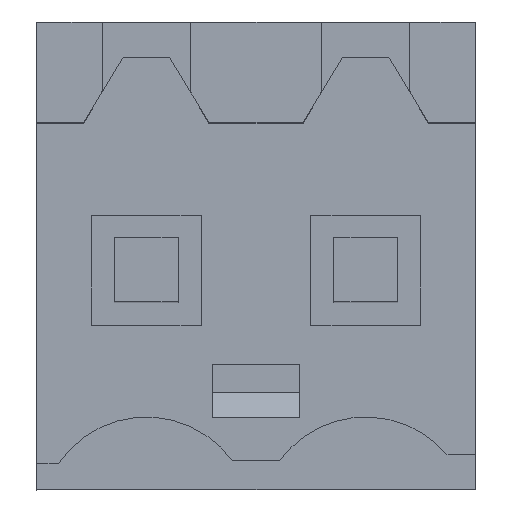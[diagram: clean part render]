
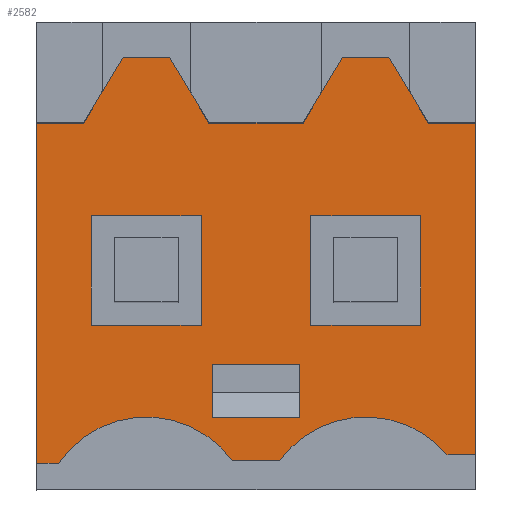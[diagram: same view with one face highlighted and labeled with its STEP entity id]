
A CAD part, top view. The second image highlights one B-rep face of the part: STEP entity #2582.
In plain terms, the highlighted planar face has unit normal (0, 0, 1).
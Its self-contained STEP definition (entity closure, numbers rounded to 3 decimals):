
#2408=AXIS2_PLACEMENT_3D('Plane Axis2P3D',#2405,#2406,#2407) ;
#2438=AXIS2_PLACEMENT_3D('Circle Axis2P3D',#2436,#2437,$) ;
#2452=AXIS2_PLACEMENT_3D('Circle Axis2P3D',#2450,#2451,$) ;
#961=CARTESIAN_POINT('Vertex',(7.,5.85,7.6)) ;
#964=CARTESIAN_POINT('Line Origine',(7.,3.2,7.6)) ;
#968=CARTESIAN_POINT('Vertex',(7.,0.55,7.6)) ;
#1548=CARTESIAN_POINT('Vertex',(0.,0.411,7.6)) ;
#1551=CARTESIAN_POINT('Line Origine',(0.,3.131,7.6)) ;
#1555=CARTESIAN_POINT('Vertex',(0.,5.85,7.6)) ;
#2245=CARTESIAN_POINT('Vertex',(4.25,5.85,7.6)) ;
#2248=CARTESIAN_POINT('Line Origine',(4.565,6.375,7.6)) ;
#2252=CARTESIAN_POINT('Vertex',(4.88,6.899,7.6)) ;
#2279=CARTESIAN_POINT('Vertex',(2.12,6.899,7.6)) ;
#2282=CARTESIAN_POINT('Line Origine',(2.435,6.375,7.6)) ;
#2286=CARTESIAN_POINT('Vertex',(2.75,5.85,7.6)) ;
#2309=CARTESIAN_POINT('Line Origine',(3.5,5.85,7.6)) ;
#2327=CARTESIAN_POINT('Line Origine',(5.25,6.899,7.6)) ;
#2331=CARTESIAN_POINT('Vertex',(5.62,6.899,7.6)) ;
#2352=CARTESIAN_POINT('Line Origine',(5.935,6.375,7.6)) ;
#2356=CARTESIAN_POINT('Vertex',(6.25,5.85,7.6)) ;
#2374=CARTESIAN_POINT('Line Origine',(6.625,5.85,7.6)) ;
#2405=CARTESIAN_POINT('Axis2P3D Location',(5.25,3.5,7.6)) ;
#2410=CARTESIAN_POINT('Line Origine',(1.75,6.899,7.6)) ;
#2414=CARTESIAN_POINT('Vertex',(1.38,6.899,7.6)) ;
#2417=CARTESIAN_POINT('Line Origine',(1.065,6.375,7.6)) ;
#2421=CARTESIAN_POINT('Vertex',(0.75,5.85,7.6)) ;
#2424=CARTESIAN_POINT('Line Origine',(0.375,5.85,7.6)) ;
#2429=CARTESIAN_POINT('Line Origine',(0.174,0.411,7.6)) ;
#2433=CARTESIAN_POINT('Vertex',(0.348,0.411,7.6)) ;
#2436=CARTESIAN_POINT('Axis2P3D Location',(1.75,-0.55,7.6)) ;
#2440=CARTESIAN_POINT('Vertex',(3.125,0.45,7.6)) ;
#2443=CARTESIAN_POINT('Line Origine',(3.5,0.45,7.6)) ;
#2447=CARTESIAN_POINT('Vertex',(3.875,0.45,7.6)) ;
#2450=CARTESIAN_POINT('Axis2P3D Location',(5.25,-0.55,7.6)) ;
#2454=CARTESIAN_POINT('Vertex',(6.546,0.55,7.6)) ;
#2457=CARTESIAN_POINT('Line Origine',(6.773,0.55,7.6)) ;
#2480=CARTESIAN_POINT('Line Origine',(4.375,3.5,7.6)) ;
#2484=CARTESIAN_POINT('Vertex',(4.375,4.375,7.6)) ;
#2486=CARTESIAN_POINT('Vertex',(4.375,2.625,7.6)) ;
#2489=CARTESIAN_POINT('Line Origine',(5.25,4.375,7.6)) ;
#2493=CARTESIAN_POINT('Vertex',(6.125,4.375,7.6)) ;
#2496=CARTESIAN_POINT('Line Origine',(6.125,3.5,7.6)) ;
#2500=CARTESIAN_POINT('Vertex',(6.125,2.625,7.6)) ;
#2503=CARTESIAN_POINT('Line Origine',(5.25,2.625,7.6)) ;
#2514=CARTESIAN_POINT('Line Origine',(2.625,3.5,7.6)) ;
#2518=CARTESIAN_POINT('Vertex',(2.625,2.625,7.6)) ;
#2520=CARTESIAN_POINT('Vertex',(2.625,4.375,7.6)) ;
#2523=CARTESIAN_POINT('Line Origine',(1.75,2.625,7.6)) ;
#2527=CARTESIAN_POINT('Vertex',(0.875,2.625,7.6)) ;
#2530=CARTESIAN_POINT('Line Origine',(0.875,3.5,7.6)) ;
#2534=CARTESIAN_POINT('Vertex',(0.875,4.375,7.6)) ;
#2537=CARTESIAN_POINT('Line Origine',(1.75,4.375,7.6)) ;
#2548=CARTESIAN_POINT('Line Origine',(3.5,1.15,7.6)) ;
#2552=CARTESIAN_POINT('Vertex',(2.8,1.15,7.6)) ;
#2554=CARTESIAN_POINT('Vertex',(4.2,1.15,7.6)) ;
#2557=CARTESIAN_POINT('Line Origine',(2.8,1.575,7.6)) ;
#2561=CARTESIAN_POINT('Vertex',(2.8,2.,7.6)) ;
#2564=CARTESIAN_POINT('Line Origine',(3.5,2.,7.6)) ;
#2568=CARTESIAN_POINT('Vertex',(4.2,2.,7.6)) ;
#2571=CARTESIAN_POINT('Line Origine',(4.2,1.575,7.6)) ;
#965=DIRECTION('Vector Direction',(0.,-1.,0.)) ;
#1552=DIRECTION('Vector Direction',(0.,-1.,0.)) ;
#2249=DIRECTION('Vector Direction',(0.514,0.857,0.)) ;
#2283=DIRECTION('Vector Direction',(-0.514,0.857,0.)) ;
#2310=DIRECTION('Vector Direction',(-1.,0.,0.)) ;
#2328=DIRECTION('Vector Direction',(-1.,0.,0.)) ;
#2353=DIRECTION('Vector Direction',(0.514,-0.857,0.)) ;
#2375=DIRECTION('Vector Direction',(-1.,0.,0.)) ;
#2406=DIRECTION('Axis2P3D Direction',(0.,0.,1.)) ;
#2407=DIRECTION('Axis2P3D XDirection',(1.,0.,0.)) ;
#2411=DIRECTION('Vector Direction',(-1.,0.,0.)) ;
#2418=DIRECTION('Vector Direction',(-0.514,-0.857,0.)) ;
#2425=DIRECTION('Vector Direction',(-1.,0.,0.)) ;
#2430=DIRECTION('Vector Direction',(1.,0.,0.)) ;
#2437=DIRECTION('Axis2P3D Direction',(0.,0.,1.)) ;
#2444=DIRECTION('Vector Direction',(-1.,0.,0.)) ;
#2451=DIRECTION('Axis2P3D Direction',(0.,0.,1.)) ;
#2458=DIRECTION('Vector Direction',(1.,0.,0.)) ;
#2481=DIRECTION('Vector Direction',(0.,-1.,0.)) ;
#2490=DIRECTION('Vector Direction',(-1.,0.,0.)) ;
#2497=DIRECTION('Vector Direction',(0.,1.,0.)) ;
#2504=DIRECTION('Vector Direction',(1.,0.,0.)) ;
#2515=DIRECTION('Vector Direction',(0.,1.,0.)) ;
#2524=DIRECTION('Vector Direction',(1.,0.,0.)) ;
#2531=DIRECTION('Vector Direction',(0.,-1.,0.)) ;
#2538=DIRECTION('Vector Direction',(-1.,0.,0.)) ;
#2549=DIRECTION('Vector Direction',(1.,0.,0.)) ;
#2558=DIRECTION('Vector Direction',(0.,1.,0.)) ;
#2565=DIRECTION('Vector Direction',(1.,0.,0.)) ;
#2572=DIRECTION('Vector Direction',(0.,1.,0.)) ;
#966=VECTOR('Line Direction',#965,1.) ;
#1553=VECTOR('Line Direction',#1552,1.) ;
#2250=VECTOR('Line Direction',#2249,1.) ;
#2284=VECTOR('Line Direction',#2283,1.) ;
#2311=VECTOR('Line Direction',#2310,1.) ;
#2329=VECTOR('Line Direction',#2328,1.) ;
#2354=VECTOR('Line Direction',#2353,1.) ;
#2376=VECTOR('Line Direction',#2375,1.) ;
#2412=VECTOR('Line Direction',#2411,1.) ;
#2419=VECTOR('Line Direction',#2418,1.) ;
#2426=VECTOR('Line Direction',#2425,1.) ;
#2431=VECTOR('Line Direction',#2430,1.) ;
#2445=VECTOR('Line Direction',#2444,1.) ;
#2459=VECTOR('Line Direction',#2458,1.) ;
#2482=VECTOR('Line Direction',#2481,1.) ;
#2491=VECTOR('Line Direction',#2490,1.) ;
#2498=VECTOR('Line Direction',#2497,1.) ;
#2505=VECTOR('Line Direction',#2504,1.) ;
#2516=VECTOR('Line Direction',#2515,1.) ;
#2525=VECTOR('Line Direction',#2524,1.) ;
#2532=VECTOR('Line Direction',#2531,1.) ;
#2539=VECTOR('Line Direction',#2538,1.) ;
#2550=VECTOR('Line Direction',#2549,1.) ;
#2559=VECTOR('Line Direction',#2558,1.) ;
#2566=VECTOR('Line Direction',#2565,1.) ;
#2573=VECTOR('Line Direction',#2572,1.) ;
#2463=ORIENTED_EDGE('',*,*,#2313,.T.) ;
#2464=ORIENTED_EDGE('',*,*,#2288,.T.) ;
#2465=ORIENTED_EDGE('',*,*,#2416,.T.) ;
#2466=ORIENTED_EDGE('',*,*,#2423,.T.) ;
#2467=ORIENTED_EDGE('',*,*,#2428,.T.) ;
#2468=ORIENTED_EDGE('',*,*,#1557,.T.) ;
#2469=ORIENTED_EDGE('',*,*,#2435,.T.) ;
#2470=ORIENTED_EDGE('',*,*,#2442,.F.) ;
#2471=ORIENTED_EDGE('',*,*,#2449,.F.) ;
#2472=ORIENTED_EDGE('',*,*,#2456,.F.) ;
#2473=ORIENTED_EDGE('',*,*,#2461,.T.) ;
#2474=ORIENTED_EDGE('',*,*,#970,.F.) ;
#2475=ORIENTED_EDGE('',*,*,#2378,.T.) ;
#2476=ORIENTED_EDGE('',*,*,#2358,.F.) ;
#2477=ORIENTED_EDGE('',*,*,#2333,.T.) ;
#2478=ORIENTED_EDGE('',*,*,#2254,.F.) ;
#2509=ORIENTED_EDGE('',*,*,#2488,.F.) ;
#2510=ORIENTED_EDGE('',*,*,#2495,.F.) ;
#2511=ORIENTED_EDGE('',*,*,#2502,.F.) ;
#2512=ORIENTED_EDGE('',*,*,#2507,.F.) ;
#2543=ORIENTED_EDGE('',*,*,#2522,.F.) ;
#2544=ORIENTED_EDGE('',*,*,#2529,.F.) ;
#2545=ORIENTED_EDGE('',*,*,#2536,.F.) ;
#2546=ORIENTED_EDGE('',*,*,#2541,.F.) ;
#2577=ORIENTED_EDGE('',*,*,#2556,.F.) ;
#2578=ORIENTED_EDGE('',*,*,#2563,.T.) ;
#2579=ORIENTED_EDGE('',*,*,#2570,.T.) ;
#2580=ORIENTED_EDGE('',*,*,#2575,.F.) ;
#2513=FACE_BOUND('',#2508,.T.) ;
#2547=FACE_BOUND('',#2542,.T.) ;
#2581=FACE_BOUND('',#2576,.T.) ;
#2582=ADVANCED_FACE('HOUSING',(#2479,#2513,#2547,#2581),#2409,.T.) ;
#2439=CIRCLE('generated circle',#2438,1.7) ;
#2453=CIRCLE('generated circle',#2452,1.7) ;
#970=EDGE_CURVE('',#962,#969,#967,.T.) ;
#1557=EDGE_CURVE('',#1556,#1549,#1554,.T.) ;
#2254=EDGE_CURVE('',#2246,#2253,#2251,.T.) ;
#2288=EDGE_CURVE('',#2287,#2280,#2285,.T.) ;
#2313=EDGE_CURVE('',#2246,#2287,#2312,.T.) ;
#2333=EDGE_CURVE('',#2332,#2253,#2330,.T.) ;
#2358=EDGE_CURVE('',#2332,#2357,#2355,.T.) ;
#2378=EDGE_CURVE('',#962,#2357,#2377,.T.) ;
#2416=EDGE_CURVE('',#2280,#2415,#2413,.T.) ;
#2423=EDGE_CURVE('',#2415,#2422,#2420,.T.) ;
#2428=EDGE_CURVE('',#2422,#1556,#2427,.T.) ;
#2435=EDGE_CURVE('',#1549,#2434,#2432,.T.) ;
#2442=EDGE_CURVE('',#2441,#2434,#2439,.T.) ;
#2449=EDGE_CURVE('',#2448,#2441,#2446,.T.) ;
#2456=EDGE_CURVE('',#2455,#2448,#2453,.T.) ;
#2461=EDGE_CURVE('',#2455,#969,#2460,.T.) ;
#2488=EDGE_CURVE('',#2485,#2487,#2483,.T.) ;
#2495=EDGE_CURVE('',#2494,#2485,#2492,.T.) ;
#2502=EDGE_CURVE('',#2501,#2494,#2499,.T.) ;
#2507=EDGE_CURVE('',#2487,#2501,#2506,.T.) ;
#2522=EDGE_CURVE('',#2519,#2521,#2517,.T.) ;
#2529=EDGE_CURVE('',#2528,#2519,#2526,.T.) ;
#2536=EDGE_CURVE('',#2535,#2528,#2533,.T.) ;
#2541=EDGE_CURVE('',#2521,#2535,#2540,.T.) ;
#2556=EDGE_CURVE('',#2553,#2555,#2551,.T.) ;
#2563=EDGE_CURVE('',#2553,#2562,#2560,.T.) ;
#2570=EDGE_CURVE('',#2562,#2569,#2567,.T.) ;
#2575=EDGE_CURVE('',#2555,#2569,#2574,.T.) ;
#2462=EDGE_LOOP('',(#2463,#2464,#2465,#2466,#2467,#2468,#2469,#2470,#2471,#2472,#2473,#2474,#2475,#2476,#2477,#2478)) ;
#2508=EDGE_LOOP('',(#2509,#2510,#2511,#2512)) ;
#2542=EDGE_LOOP('',(#2543,#2544,#2545,#2546)) ;
#2576=EDGE_LOOP('',(#2577,#2578,#2579,#2580)) ;
#2479=FACE_OUTER_BOUND('',#2462,.T.) ;
#967=LINE('Line',#964,#966) ;
#1554=LINE('Line',#1551,#1553) ;
#2251=LINE('Line',#2248,#2250) ;
#2285=LINE('Line',#2282,#2284) ;
#2312=LINE('Line',#2309,#2311) ;
#2330=LINE('Line',#2327,#2329) ;
#2355=LINE('Line',#2352,#2354) ;
#2377=LINE('Line',#2374,#2376) ;
#2413=LINE('Line',#2410,#2412) ;
#2420=LINE('Line',#2417,#2419) ;
#2427=LINE('Line',#2424,#2426) ;
#2432=LINE('Line',#2429,#2431) ;
#2446=LINE('Line',#2443,#2445) ;
#2460=LINE('Line',#2457,#2459) ;
#2483=LINE('Line',#2480,#2482) ;
#2492=LINE('Line',#2489,#2491) ;
#2499=LINE('Line',#2496,#2498) ;
#2506=LINE('Line',#2503,#2505) ;
#2517=LINE('Line',#2514,#2516) ;
#2526=LINE('Line',#2523,#2525) ;
#2533=LINE('Line',#2530,#2532) ;
#2540=LINE('Line',#2537,#2539) ;
#2551=LINE('Line',#2548,#2550) ;
#2560=LINE('Line',#2557,#2559) ;
#2567=LINE('Line',#2564,#2566) ;
#2574=LINE('Line',#2571,#2573) ;
#2409=PLANE('',#2408) ;
#962=VERTEX_POINT('',#961) ;
#969=VERTEX_POINT('',#968) ;
#1549=VERTEX_POINT('',#1548) ;
#1556=VERTEX_POINT('',#1555) ;
#2246=VERTEX_POINT('',#2245) ;
#2253=VERTEX_POINT('',#2252) ;
#2280=VERTEX_POINT('',#2279) ;
#2287=VERTEX_POINT('',#2286) ;
#2332=VERTEX_POINT('',#2331) ;
#2357=VERTEX_POINT('',#2356) ;
#2415=VERTEX_POINT('',#2414) ;
#2422=VERTEX_POINT('',#2421) ;
#2434=VERTEX_POINT('',#2433) ;
#2441=VERTEX_POINT('',#2440) ;
#2448=VERTEX_POINT('',#2447) ;
#2455=VERTEX_POINT('',#2454) ;
#2485=VERTEX_POINT('',#2484) ;
#2487=VERTEX_POINT('',#2486) ;
#2494=VERTEX_POINT('',#2493) ;
#2501=VERTEX_POINT('',#2500) ;
#2519=VERTEX_POINT('',#2518) ;
#2521=VERTEX_POINT('',#2520) ;
#2528=VERTEX_POINT('',#2527) ;
#2535=VERTEX_POINT('',#2534) ;
#2553=VERTEX_POINT('',#2552) ;
#2555=VERTEX_POINT('',#2554) ;
#2562=VERTEX_POINT('',#2561) ;
#2569=VERTEX_POINT('',#2568) ;
